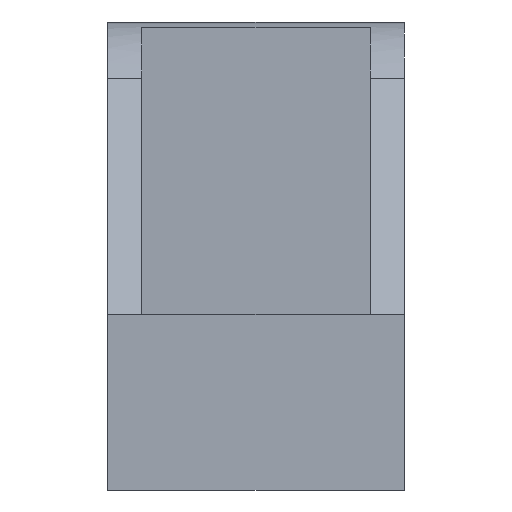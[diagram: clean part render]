
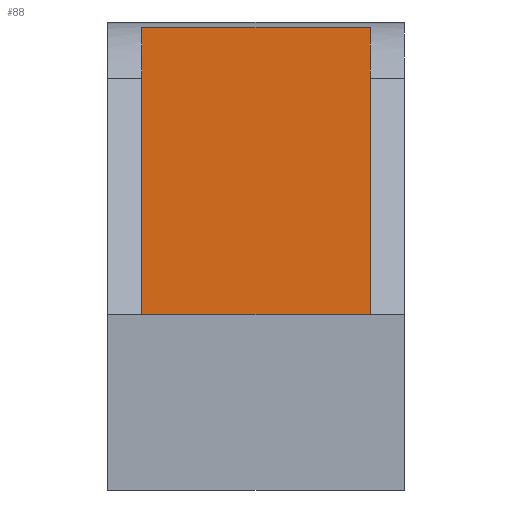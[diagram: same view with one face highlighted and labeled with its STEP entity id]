
A CAD part, left-side view. The second image highlights one B-rep face of the part: STEP entity #88.
In plain terms, the highlighted planar face has unit normal (-1, 0, 0).
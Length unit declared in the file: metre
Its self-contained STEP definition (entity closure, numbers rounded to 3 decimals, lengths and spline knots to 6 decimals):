
#88 = ADVANCED_FACE( 'Rebaixo para parafuso Allen sextavado de M51', ( #189 ), #190, .F. );
#189 = FACE_OUTER_BOUND( '', #302, .T. );
#190 = PLANE( '', #303 );
#302 = EDGE_LOOP( '', ( #511, #512, #513, #514 ) );
#303 = AXIS2_PLACEMENT_3D( '', #515, #516, #517 );
#511 = ORIENTED_EDGE( '', *, *, #717, .F. );
#512 = ORIENTED_EDGE( '', *, *, #718, .F. );
#513 = ORIENTED_EDGE( '', *, *, #644, .T. );
#514 = ORIENTED_EDGE( '', *, *, #709, .F. );
#515 = CARTESIAN_POINT( '', ( 0.017734, 0.003, 0.015375 ) );
#516 = DIRECTION( '', ( 1., 0., 0. ) );
#517 = DIRECTION( '', ( 0., 1., 0. ) );
#644 = EDGE_CURVE( '', #759, #756, #760, .T. );
#709 = EDGE_CURVE( '', #862, #756, #863, .T. );
#717 = EDGE_CURVE( '', #873, #862, #874, .T. );
#718 = EDGE_CURVE( '', #759, #873, #875, .T. );
#756 = VERTEX_POINT( '', #920 );
#759 = VERTEX_POINT( '', #923 );
#760 = LINE( '', #924, #925 );
#862 = VERTEX_POINT( '', #1064 );
#863 = LINE( '', #1065, #1066 );
#873 = VERTEX_POINT( '', #1080 );
#874 = LINE( '', #1081, #1082 );
#875 = LINE( '', #1083, #1084 );
#920 = CARTESIAN_POINT( '', ( 0.017734, 0.003, 0.040539 ) );
#923 = CARTESIAN_POINT( '', ( 0.017734, 0.003, 0.015375 ) );
#924 = CARTESIAN_POINT( '', ( 0.017734, 0.003, 0.027957 ) );
#925 = VECTOR( '', #1130, 1. );
#1064 = CARTESIAN_POINT( '', ( 0.017734, 0.023, 0.040539 ) );
#1065 = CARTESIAN_POINT( '', ( 0.017734, 0.013, 0.040539 ) );
#1066 = VECTOR( '', #1210, 1. );
#1080 = CARTESIAN_POINT( '', ( 0.017734, 0.023, 0.015375 ) );
#1081 = CARTESIAN_POINT( '', ( 0.017734, 0.023, 0.027957 ) );
#1082 = VECTOR( '', #1218, 1. );
#1083 = CARTESIAN_POINT( '', ( 0.017734, 0.013, 0.015375 ) );
#1084 = VECTOR( '', #1219, 1. );
#1130 = DIRECTION( '', ( 0., 0., 1. ) );
#1210 = DIRECTION( '', ( 0., -1., 0. ) );
#1218 = DIRECTION( '', ( 0., 0., 1. ) );
#1219 = DIRECTION( '', ( 0., 1., 0. ) );
